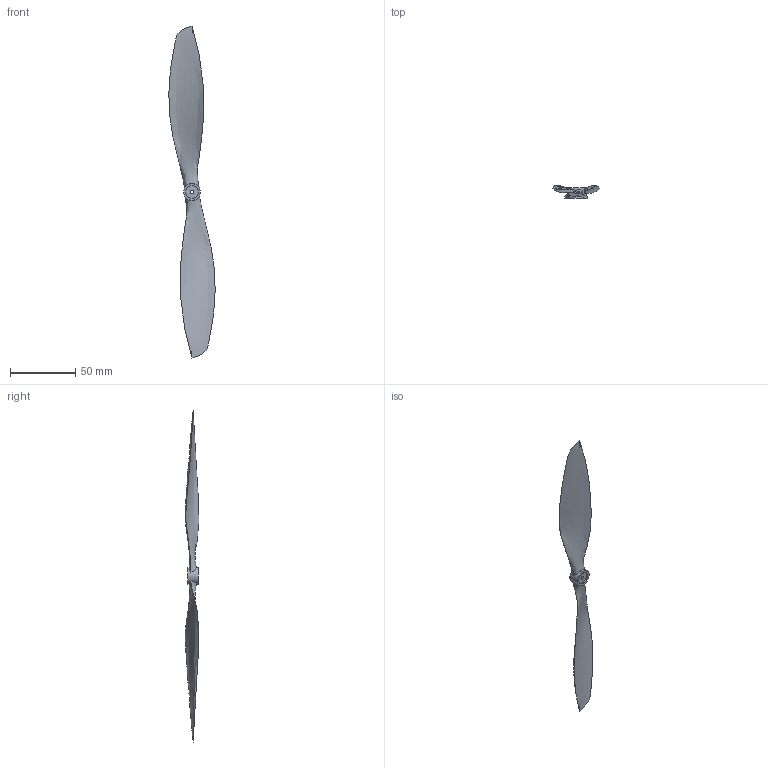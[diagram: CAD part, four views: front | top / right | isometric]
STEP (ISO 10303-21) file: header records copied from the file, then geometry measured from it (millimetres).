
FILE_DESCRIPTION((''),'2;1');
FILE_NAME('SIMSCAPEROTOR','2018-11-13T',('pratik'),(''),'PRO/ENGINEER BY PARAMETRIC TECHNOLOGY CORPORATION, 2012130','PRO/ENGINEER BY PARAMETRIC TECHNOLOGY CORPORATION, 2012130','');
FILE_SCHEMA(('CONFIG_CONTROL_DESIGN'));
Length unit declared in the file: millimetre
Products named in the file (1): SIMSCAPEROTOR
Bounding box: 35.5 x 10.28 x 254 mm (x, y, z)
Volume: 5141.9 mm3; surface area: 11092.2 mm2
Topology: 1 solids, 1 shells, 13 faces, 36 edges, 22 vertices
Faces by surface type: cylinder 6, bspline 4, plane 3
Entity records: 1957 total; most frequent: CARTESIAN_POINT 1624, ORIENTED_EDGE 64, DIRECTION 50, EDGE_CURVE 32, VERTEX_POINT 22, AXIS2_PLACEMENT_3D 21, EDGE_LOOP 16, FACE_OUTER_BOUND 13
